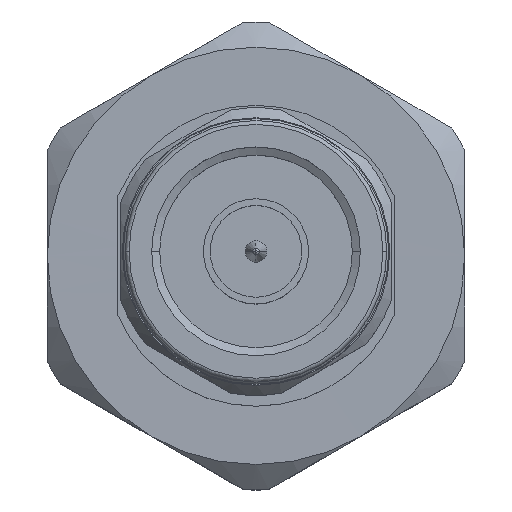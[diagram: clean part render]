
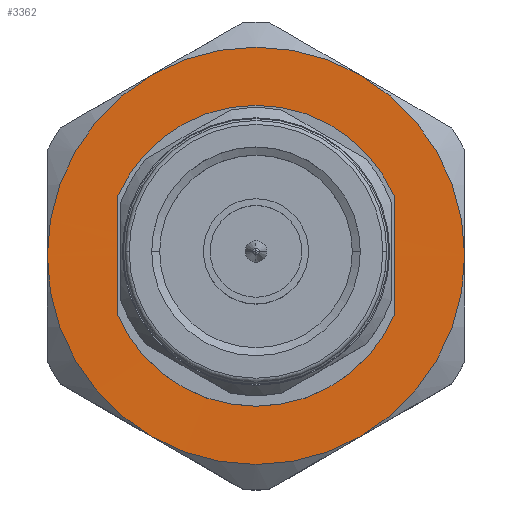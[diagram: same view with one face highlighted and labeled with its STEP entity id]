
A CAD part, top view. The second image highlights one B-rep face of the part: STEP entity #3362.
In plain terms, the highlighted face is planar.
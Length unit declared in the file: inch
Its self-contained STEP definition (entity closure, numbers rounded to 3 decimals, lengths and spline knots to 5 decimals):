
#27 = CARTESIAN_POINT ( 'NONE',  ( 0.58077, -0.38086, -0.10235 ) ) ;
#34 = ORIENTED_EDGE ( 'NONE', *, *, #4241, .T. ) ;
#58 = CARTESIAN_POINT ( 'NONE',  ( 0.581, 0.70057, 0. ) ) ;
#225 = FACE_BOUND ( 'NONE', #10313, .T. ) ;
#339 = B_SPLINE_CURVE_WITH_KNOTS ( 'NONE', 3,
 ( #2259, #8814, #456, #7903, #11690, #3353, #2379, #4030, #9794, #2207, #1255, #1437, #399, #5183, #11572, #516, #2317, #3233 ),
 .UNSPECIFIED., .F., .F.,
 ( 4, 2, 2, 2, 2, 2, 2, 2, 4 ),
 ( 0., 0.0625, 0.125, 0.1875, 0.25, 0.3125, 0.375, 0.4375, 0.5 ),
 .UNSPECIFIED. ) ;
#399 = CARTESIAN_POINT ( 'NONE',  ( 0.58077, 0.3127, 0.24031 ) ) ;
#456 = CARTESIAN_POINT ( 'NONE',  ( 0.58077, 0.10235, -0.38086 ) ) ;
#516 = CARTESIAN_POINT ( 'NONE',  ( 0.58077, 0.10235, 0.38086 ) ) ;
#562 = EDGE_CURVE ( 'NONE', #2610, #7729, #11769, .T. ) ;
#742 = CARTESIAN_POINT ( 'NONE',  ( 0.58077, -0.05119, -0.39104 ) ) ;
#963 = DIRECTION ( 'NONE',  ( -1., 0., 0. ) ) ;
#1022 = FACE_OUTER_BOUND ( 'NONE', #11453, .T. ) ;
#1255 = CARTESIAN_POINT ( 'NONE',  ( 0.58077, 0.38086, 0.10235 ) ) ;
#1347 = VERTEX_POINT ( 'NONE', #10465 ) ;
#1437 = CARTESIAN_POINT ( 'NONE',  ( 0.58077, 0.34169, 0.19694 ) ) ;
#1472 = DIRECTION ( 'NONE',  ( 1., 0., 0. ) ) ;
#1502 = DIRECTION ( 'NONE',  ( 0., 0., -1. ) ) ;
#1963 = EDGE_CURVE ( 'NONE', #11040, #9875, #6743, .T. ) ;
#1977 = EDGE_CURVE ( 'NONE', #7729, #3640, #10139, .T. ) ;
#2207 = CARTESIAN_POINT ( 'NONE',  ( 0.58077, 0.39104, 0.05119 ) ) ;
#2259 = CARTESIAN_POINT ( 'NONE',  ( 0.58089, 0., -0.39104 ) ) ;
#2317 = CARTESIAN_POINT ( 'NONE',  ( 0.58077, 0.05119, 0.39104 ) ) ;
#2379 = CARTESIAN_POINT ( 'NONE',  ( 0.58077, 0.34169, -0.19694 ) ) ;
#2607 = CARTESIAN_POINT ( 'NONE',  ( 0.58077, -0.34169, -0.19694 ) ) ;
#2610 = VERTEX_POINT ( 'NONE', #5716 ) ;
#2646 = AXIS2_PLACEMENT_3D ( 'NONE', #7106, #5305, #8882 ) ;
#2738 = CARTESIAN_POINT ( 'NONE',  ( 0.58077, -0.24031, 0.3127 ) ) ;
#3233 = CARTESIAN_POINT ( 'NONE',  ( 0.58089, 0., 0.39104 ) ) ;
#3353 = CARTESIAN_POINT ( 'NONE',  ( 0.58077, 0.3127, -0.24031 ) ) ;
#3362 = ADVANCED_FACE ( 'NONE', ( #225, #1022 ), #6632, .F. ) ;
#3499 = EDGE_CURVE ( 'NONE', #9875, #11040, #339, .T. ) ;
#3518 = CARTESIAN_POINT ( 'NONE',  ( 0.58077, -0.34169, 0.19694 ) ) ;
#3544 = DIRECTION ( 'NONE',  ( 1., 0., 0. ) ) ;
#3622 = AXIS2_PLACEMENT_3D ( 'NONE', #7098, #10646, #1502 ) ;
#3640 = VERTEX_POINT ( 'NONE', #4762 ) ;
#3649 = CARTESIAN_POINT ( 'NONE',  ( 0.58089, 0., 0.39104 ) ) ;
#3773 = CARTESIAN_POINT ( 'NONE',  ( 0.58077, -0.3127, -0.24031 ) ) ;
#4030 = CARTESIAN_POINT ( 'NONE',  ( 0.58077, 0.38086, -0.10235 ) ) ;
#4120 = CIRCLE ( 'NONE', #4310, 0.625 ) ;
#4241 = EDGE_CURVE ( 'NONE', #4699, #1347, #10403, .T. ) ;
#4310 = AXIS2_PLACEMENT_3D ( 'NONE', #6382, #3544, #7362 ) ;
#4402 = EDGE_CURVE ( 'NONE', #3640, #4699, #5552, .T. ) ;
#4699 = VERTEX_POINT ( 'NONE', #11051 ) ;
#4744 = CARTESIAN_POINT ( 'NONE',  ( 0.581, 0., 0. ) ) ;
#4762 = CARTESIAN_POINT ( 'NONE',  ( 0.581, 0.54127, -0.3125 ) ) ;
#4902 = AXIS2_PLACEMENT_3D ( 'NONE', #4744, #4925, #9589 ) ;
#4925 = DIRECTION ( 'NONE',  ( 1., 0., 0. ) ) ;
#5042 = ORIENTED_EDGE ( 'NONE', *, *, #4402, .T. ) ;
#5168 = AXIS2_PLACEMENT_3D ( 'NONE', #9949, #1472, #5331 ) ;
#5183 = CARTESIAN_POINT ( 'NONE',  ( 0.58077, 0.24031, 0.3127 ) ) ;
#5199 = ORIENTED_EDGE ( 'NONE', *, *, #3499, .F. ) ;
#5305 = DIRECTION ( 'NONE',  ( 1., 0., 0. ) ) ;
#5331 = DIRECTION ( 'NONE',  ( 0., 0., -1. ) ) ;
#5395 = CARTESIAN_POINT ( 'NONE',  ( 0.58077, -0.10235, -0.38086 ) ) ;
#5524 = CARTESIAN_POINT ( 'NONE',  ( 0.581, 0., -0.625 ) ) ;
#5552 = CIRCLE ( 'NONE', #3622, 0.625 ) ;
#5716 = CARTESIAN_POINT ( 'NONE',  ( 0.581, -0.54127, -0.3125 ) ) ;
#5736 = CARTESIAN_POINT ( 'NONE',  ( 0.581, -0.54127, 0.3125 ) ) ;
#5875 = VERTEX_POINT ( 'NONE', #5736 ) ;
#6289 = CARTESIAN_POINT ( 'NONE',  ( 0.58077, -0.3127, 0.24031 ) ) ;
#6382 = CARTESIAN_POINT ( 'NONE',  ( 0.581, 0., 0. ) ) ;
#6425 = CARTESIAN_POINT ( 'NONE',  ( 0.58077, -0.38086, 0.10235 ) ) ;
#6632 = PLANE ( 'NONE',  #7205 ) ;
#6743 = B_SPLINE_CURVE_WITH_KNOTS ( 'NONE', 3,
 ( #3649, #9297, #8121, #11059, #2738, #6289, #3518, #6425, #8378, #10148, #27, #2607, #3773, #7213, #10946, #5395, #742, #9233 ),
 .UNSPECIFIED., .F., .F.,
 ( 4, 2, 2, 2, 2, 2, 2, 2, 4 ),
 ( 0.5, 0.5625, 0.625, 0.6875, 0.75, 0.8125, 0.875, 0.9375, 1. ),
 .UNSPECIFIED. ) ;
#6910 = CARTESIAN_POINT ( 'NONE',  ( 0.581, 0., 0. ) ) ;
#6972 = ORIENTED_EDGE ( 'NONE', *, *, #562, .T. ) ;
#7098 = CARTESIAN_POINT ( 'NONE',  ( 0.581, 0., 0. ) ) ;
#7106 = CARTESIAN_POINT ( 'NONE',  ( 0.581, 0., 0. ) ) ;
#7205 = AXIS2_PLACEMENT_3D ( 'NONE', #58, #963, #7433 ) ;
#7213 = CARTESIAN_POINT ( 'NONE',  ( 0.58077, -0.24031, -0.3127 ) ) ;
#7362 = DIRECTION ( 'NONE',  ( 0., 0., -1. ) ) ;
#7433 = DIRECTION ( 'NONE',  ( 0., 0., 1. ) ) ;
#7729 = VERTEX_POINT ( 'NONE', #5524 ) ;
#7839 = DIRECTION ( 'NONE',  ( 0., 0., -1. ) ) ;
#7903 = CARTESIAN_POINT ( 'NONE',  ( 0.58077, 0.19694, -0.34169 ) ) ;
#8121 = CARTESIAN_POINT ( 'NONE',  ( 0.58077, -0.10235, 0.38086 ) ) ;
#8370 = EDGE_CURVE ( 'NONE', #5875, #2610, #8667, .T. ) ;
#8378 = CARTESIAN_POINT ( 'NONE',  ( 0.58077, -0.39104, 0.05119 ) ) ;
#8663 = ORIENTED_EDGE ( 'NONE', *, *, #8370, .T. ) ;
#8667 = CIRCLE ( 'NONE', #10248, 0.625 ) ;
#8814 = CARTESIAN_POINT ( 'NONE',  ( 0.58077, 0.05119, -0.39104 ) ) ;
#8882 = DIRECTION ( 'NONE',  ( 0., 0., -1. ) ) ;
#9221 = CARTESIAN_POINT ( 'NONE',  ( 0.58089, 0., 0.39104 ) ) ;
#9233 = CARTESIAN_POINT ( 'NONE',  ( 0.58089, 0., -0.39104 ) ) ;
#9297 = CARTESIAN_POINT ( 'NONE',  ( 0.58077, -0.05119, 0.39104 ) ) ;
#9354 = EDGE_CURVE ( 'NONE', #1347, #5875, #4120, .T. ) ;
#9573 = CARTESIAN_POINT ( 'NONE',  ( 0.58089, 0., -0.39104 ) ) ;
#9589 = DIRECTION ( 'NONE',  ( 0., 0., -1. ) ) ;
#9794 = CARTESIAN_POINT ( 'NONE',  ( 0.58077, 0.39104, -0.05119 ) ) ;
#9875 = VERTEX_POINT ( 'NONE', #9573 ) ;
#9949 = CARTESIAN_POINT ( 'NONE',  ( 0.581, 0., 0. ) ) ;
#10042 = ORIENTED_EDGE ( 'NONE', *, *, #1977, .T. ) ;
#10139 = CIRCLE ( 'NONE', #4902, 0.625 ) ;
#10148 = CARTESIAN_POINT ( 'NONE',  ( 0.58077, -0.39104, -0.05119 ) ) ;
#10248 = AXIS2_PLACEMENT_3D ( 'NONE', #6910, #10634, #7839 ) ;
#10313 = EDGE_LOOP ( 'NONE', ( #5199, #11149 ) ) ;
#10403 = CIRCLE ( 'NONE', #5168, 0.625 ) ;
#10465 = CARTESIAN_POINT ( 'NONE',  ( 0.581, 0., 0.625 ) ) ;
#10522 = ORIENTED_EDGE ( 'NONE', *, *, #9354, .T. ) ;
#10634 = DIRECTION ( 'NONE',  ( 1., 0., 0. ) ) ;
#10646 = DIRECTION ( 'NONE',  ( 1., 0., 0. ) ) ;
#10946 = CARTESIAN_POINT ( 'NONE',  ( 0.58077, -0.19694, -0.34169 ) ) ;
#11040 = VERTEX_POINT ( 'NONE', #9221 ) ;
#11051 = CARTESIAN_POINT ( 'NONE',  ( 0.581, 0.54127, 0.3125 ) ) ;
#11059 = CARTESIAN_POINT ( 'NONE',  ( 0.58077, -0.19694, 0.34169 ) ) ;
#11149 = ORIENTED_EDGE ( 'NONE', *, *, #1963, .F. ) ;
#11453 = EDGE_LOOP ( 'NONE', ( #34, #10522, #8663, #6972, #10042, #5042 ) ) ;
#11572 = CARTESIAN_POINT ( 'NONE',  ( 0.58077, 0.19694, 0.34169 ) ) ;
#11690 = CARTESIAN_POINT ( 'NONE',  ( 0.58077, 0.24031, -0.3127 ) ) ;
#11769 = CIRCLE ( 'NONE', #2646, 0.625 ) ;
